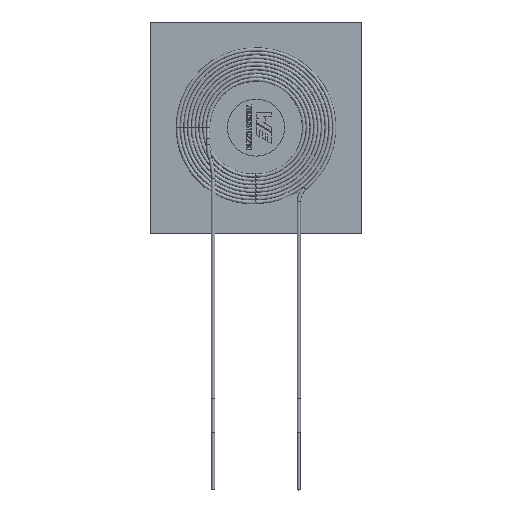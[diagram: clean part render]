
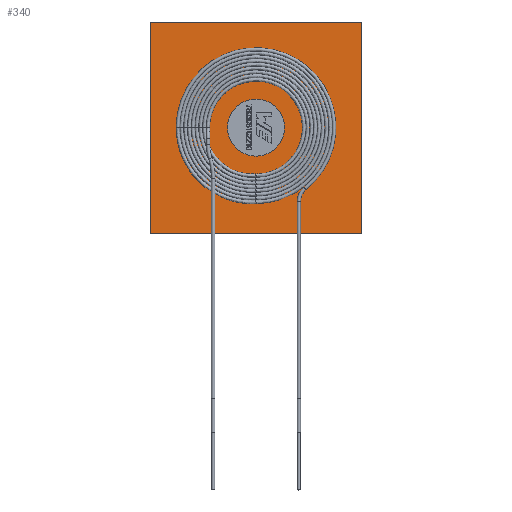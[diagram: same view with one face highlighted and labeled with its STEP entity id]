
A CAD part, top view. The second image highlights one B-rep face of the part: STEP entity #340.
In plain terms, the highlighted planar face has unit normal (0, 0, 1).
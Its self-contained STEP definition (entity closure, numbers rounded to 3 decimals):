
#340 = ADVANCED_FACE( '', ( #753 ), #754, .T. );
#753 = FACE_OUTER_BOUND( '', #2201, .T. );
#754 = PLANE( '', #2202 );
#2201 = EDGE_LOOP( '', ( #5775, #5776, #5777, #5778 ) );
#2202 = AXIS2_PLACEMENT_3D( '', #5779, #5780, #5781 );
#5775 = ORIENTED_EDGE( '', *, *, #7183, .T. );
#5776 = ORIENTED_EDGE( '', *, *, #7184, .T. );
#5777 = ORIENTED_EDGE( '', *, *, #7049, .T. );
#5778 = ORIENTED_EDGE( '', *, *, #7185, .T. );
#5779 = CARTESIAN_POINT( '', ( -18.5, -18.5, 0. ) );
#5780 = DIRECTION( '', ( 0., 0., 1. ) );
#5781 = DIRECTION( '', ( 1., 0., 0. ) );
#7049 = EDGE_CURVE( '', #7547, #7548, #7549, .T. );
#7183 = EDGE_CURVE( '', #7765, #7766, #7767, .T. );
#7184 = EDGE_CURVE( '', #7766, #7547, #7768, .T. );
#7185 = EDGE_CURVE( '', #7548, #7765, #7769, .T. );
#7547 = VERTEX_POINT( '', #8533 );
#7548 = VERTEX_POINT( '', #8534 );
#7549 = LINE( '', #8535, #8536 );
#7765 = VERTEX_POINT( '', #9192 );
#7766 = VERTEX_POINT( '', #9193 );
#7767 = LINE( '', #9194, #9195 );
#7768 = LINE( '', #9196, #9197 );
#7769 = LINE( '', #9198, #9199 );
#8533 = CARTESIAN_POINT( '', ( 18.5, -18.5, 0. ) );
#8534 = CARTESIAN_POINT( '', ( 18.5, 18.5, 0. ) );
#8535 = CARTESIAN_POINT( '', ( 18.5, -18.5, 0. ) );
#8536 = VECTOR( '', #10431, 1000. );
#9192 = CARTESIAN_POINT( '', ( -18.5, 18.5, 0. ) );
#9193 = CARTESIAN_POINT( '', ( -18.5, -18.5, 0. ) );
#9194 = CARTESIAN_POINT( '', ( -18.5, 18.5, 0. ) );
#9195 = VECTOR( '', #10510, 1000. );
#9196 = CARTESIAN_POINT( '', ( -18.5, -18.5, 0. ) );
#9197 = VECTOR( '', #10511, 1000. );
#9198 = CARTESIAN_POINT( '', ( 18.5, 18.5, 0. ) );
#9199 = VECTOR( '', #10512, 1000. );
#10431 = DIRECTION( '', ( 0., 1., 0. ) );
#10510 = DIRECTION( '', ( 0., -1., 0. ) );
#10511 = DIRECTION( '', ( 1., 0., 0. ) );
#10512 = DIRECTION( '', ( -1., 0., 0. ) );
